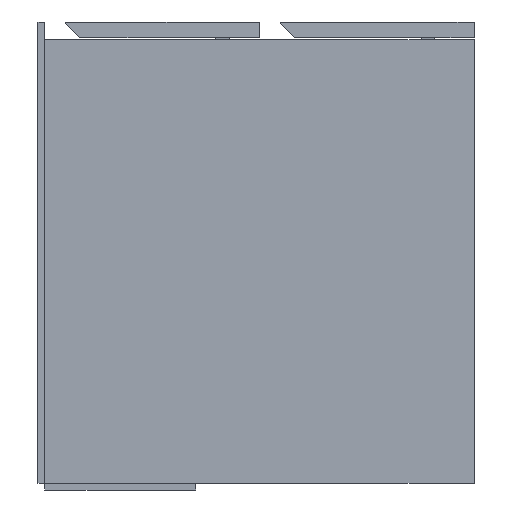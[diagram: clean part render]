
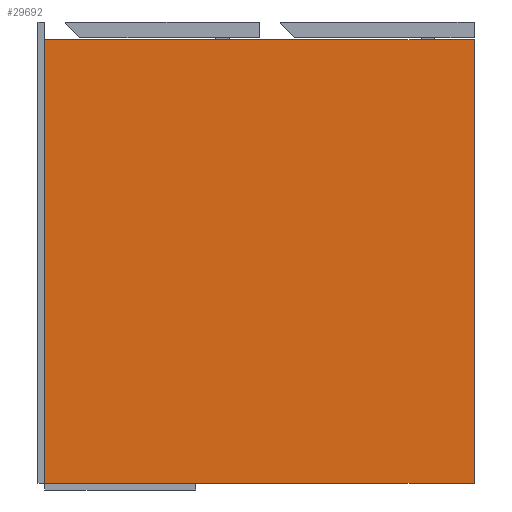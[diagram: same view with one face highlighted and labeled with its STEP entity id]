
A CAD part, left-side view. The second image highlights one B-rep face of the part: STEP entity #29692.
In plain terms, the highlighted planar face has unit normal (-1, 0, 0).
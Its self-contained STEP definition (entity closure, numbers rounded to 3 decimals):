
#1332 = PLANE ( 'NONE',  #6901 ) ;
#1492 = ORIENTED_EDGE ( 'NONE', *, *, #17880, .T. ) ;
#5103 = VECTOR ( 'NONE', #33397, 1000. ) ;
#6901 = AXIS2_PLACEMENT_3D ( 'NONE', #19555, #37785, #56037 ) ;
#9820 = LINE ( 'NONE', #28039, #11829 ) ;
#9963 = VECTOR ( 'NONE', #46571, 1000. ) ;
#10108 = LINE ( 'NONE', #28326, #9963 ) ;
#11123 = ORIENTED_EDGE ( 'NONE', *, *, #19684, .F. ) ;
#11411 = VERTEX_POINT ( 'NONE', #35123 ) ;
#11829 = VECTOR ( 'NONE', #46287, 1000. ) ;
#14564 = EDGE_CURVE ( 'NONE', #11411, #34288, #10108, .T. ) ;
#15177 = CARTESIAN_POINT ( 'NONE',  ( 2., 1041.341, -550. ) ) ;
#16075 = CARTESIAN_POINT ( 'NONE',  ( 2., 0., -21. ) ) ;
#17253 = DIRECTION ( 'NONE',  ( 0., 0., 1. ) ) ;
#17880 = EDGE_CURVE ( 'NONE', #55083, #37346, #56133, .T. ) ;
#19555 = CARTESIAN_POINT ( 'NONE',  ( 2., 1041.341, -550. ) ) ;
#19684 = EDGE_CURVE ( 'NONE', #55083, #11411, #39965, .T. ) ;
#21192 = EDGE_CURVE ( 'NONE', #37346, #34288, #9820, .T. ) ;
#28039 = CARTESIAN_POINT ( 'NONE',  ( 2., 0., -550. ) ) ;
#28326 = CARTESIAN_POINT ( 'NONE',  ( 2., 1041.341, -21. ) ) ;
#28838 = CARTESIAN_POINT ( 'NONE',  ( 2., 0., -550. ) ) ;
#29692 = ADVANCED_FACE ( 'NONE', ( #42267 ), #1332, .F. ) ;
#31264 = EDGE_LOOP ( 'NONE', ( #11123, #1492, #43182, #33684 ) ) ;
#33397 = DIRECTION ( 'NONE',  ( 0., -1., 0. ) ) ;
#33684 = ORIENTED_EDGE ( 'NONE', *, *, #14564, .F. ) ;
#34288 = VERTEX_POINT ( 'NONE', #16075 ) ;
#35123 = CARTESIAN_POINT ( 'NONE',  ( 2., 512., -21. ) ) ;
#37346 = VERTEX_POINT ( 'NONE', #28838 ) ;
#37785 = DIRECTION ( 'NONE',  ( 1., 0., 0. ) ) ;
#39965 = LINE ( 'NONE', #58215, #55705 ) ;
#42267 = FACE_OUTER_BOUND ( 'NONE', #31264, .T. ) ;
#43182 = ORIENTED_EDGE ( 'NONE', *, *, #21192, .T. ) ;
#46287 = DIRECTION ( 'NONE',  ( 0., 0., 1. ) ) ;
#46571 = DIRECTION ( 'NONE',  ( 0., -1., 0. ) ) ;
#51511 = CARTESIAN_POINT ( 'NONE',  ( 2., 512., -550. ) ) ;
#55083 = VERTEX_POINT ( 'NONE', #51511 ) ;
#55705 = VECTOR ( 'NONE', #17253, 1000. ) ;
#56037 = DIRECTION ( 'NONE',  ( 0., 0., -1. ) ) ;
#56133 = LINE ( 'NONE', #15177, #5103 ) ;
#58215 = CARTESIAN_POINT ( 'NONE',  ( 2., 512., -550. ) ) ;
